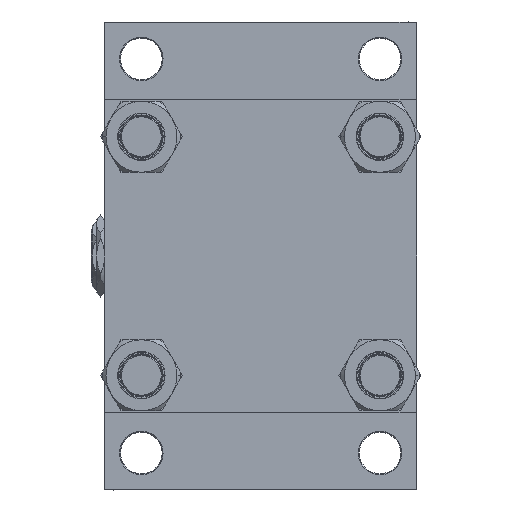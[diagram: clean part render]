
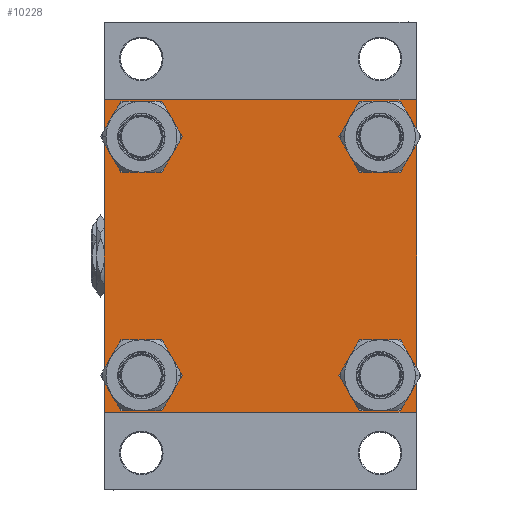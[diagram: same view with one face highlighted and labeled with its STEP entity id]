
A CAD part, left-side view. The second image highlights one B-rep face of the part: STEP entity #10228.
In plain terms, the highlighted planar face has unit normal (-1, 0, 0).
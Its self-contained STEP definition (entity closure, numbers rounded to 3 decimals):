
#460 = AXIS2_PLACEMENT_3D ( 'NONE', #12647, #8568, #44268 ) ;
#475 = EDGE_LOOP ( 'NONE', ( #34896, #18911 ) ) ;
#583 = ORIENTED_EDGE ( 'NONE', *, *, #4940, .T. ) ;
#1010 = VECTOR ( 'NONE', #39941, 1000. ) ;
#1160 = EDGE_CURVE ( 'NONE', #5995, #24920, #21502, .T. ) ;
#1327 = VECTOR ( 'NONE', #41390, 1000. ) ;
#1656 = CARTESIAN_POINT ( 'NONE',  ( 0., -62.95, 74.45 ) ) ;
#2005 = CIRCLE ( 'NONE', #19137, 11.5 ) ;
#2054 = DIRECTION ( 'NONE',  ( 0., -0.707, 0.707 ) ) ;
#2178 = VERTEX_POINT ( 'NONE', #29850 ) ;
#2235 = EDGE_CURVE ( 'NONE', #22736, #24920, #21951, .T. ) ;
#2418 = CARTESIAN_POINT ( 'NONE',  ( 0., -62.95, -62.95 ) ) ;
#2615 = LINE ( 'NONE', #6186, #43721 ) ;
#2894 = CIRCLE ( 'NONE', #460, 11.5 ) ;
#3318 = VERTEX_POINT ( 'NONE', #17549 ) ;
#3532 = FACE_BOUND ( 'NONE', #27624, .T. ) ;
#3688 = CARTESIAN_POINT ( 'NONE',  ( 0., 82.5, 82.5 ) ) ;
#4258 = VECTOR ( 'NONE', #47024, 1000. ) ;
#4803 = DIRECTION ( 'NONE',  ( 0., -1., 0. ) ) ;
#4940 = EDGE_CURVE ( 'NONE', #5995, #47305, #2615, .T. ) ;
#4964 = CARTESIAN_POINT ( 'NONE',  ( 0., 62.95, 62.95 ) ) ;
#5405 = LINE ( 'NONE', #20980, #4258 ) ;
#5555 = LINE ( 'NONE', #32862, #19377 ) ;
#5656 = ORIENTED_EDGE ( 'NONE', *, *, #39524, .T. ) ;
#5995 = VERTEX_POINT ( 'NONE', #10285 ) ;
#6025 = CARTESIAN_POINT ( 'NONE',  ( 0., 62.95, -74.45 ) ) ;
#6186 = CARTESIAN_POINT ( 'NONE',  ( 0., -82.25, 82.25 ) ) ;
#6401 = AXIS2_PLACEMENT_3D ( 'NONE', #27777, #42836, #7875 ) ;
#6437 = DIRECTION ( 'NONE',  ( 0., 0.707, 0.707 ) ) ;
#7875 = DIRECTION ( 'NONE',  ( 0., 0., 1. ) ) ;
#8568 = DIRECTION ( 'NONE',  ( 1., 0., 0. ) ) ;
#8925 = EDGE_LOOP ( 'NONE', ( #33036, #21466 ) ) ;
#9593 = VERTEX_POINT ( 'NONE', #1656 ) ;
#9607 = CARTESIAN_POINT ( 'NONE',  ( 0., 62.95, 74.45 ) ) ;
#10228 = ADVANCED_FACE ( 'NONE', ( #37730, #14767, #3532, #50235, #15286 ), #11203, .T. ) ;
#10285 = CARTESIAN_POINT ( 'NONE',  ( 0., -82.5, 82. ) ) ;
#10434 = EDGE_CURVE ( 'NONE', #31558, #18692, #34952, .T. ) ;
#11203 = PLANE ( 'NONE',  #44711 ) ;
#12647 = CARTESIAN_POINT ( 'NONE',  ( 0., 62.95, 62.95 ) ) ;
#12947 = AXIS2_PLACEMENT_3D ( 'NONE', #20788, #40424, #23858 ) ;
#13214 = CIRCLE ( 'NONE', #49060, 11.5 ) ;
#13858 = CARTESIAN_POINT ( 'NONE',  ( 0., -62.95, -62.95 ) ) ;
#13986 = ORIENTED_EDGE ( 'NONE', *, *, #48225, .T. ) ;
#14767 = FACE_BOUND ( 'NONE', #475, .T. ) ;
#15286 = FACE_OUTER_BOUND ( 'NONE', #46163, .T. ) ;
#15892 = ORIENTED_EDGE ( 'NONE', *, *, #2235, .T. ) ;
#17306 = ORIENTED_EDGE ( 'NONE', *, *, #10434, .T. ) ;
#17488 = VECTOR ( 'NONE', #19261, 1000. ) ;
#17549 = CARTESIAN_POINT ( 'NONE',  ( 0., 82.5, -82. ) ) ;
#17676 = CARTESIAN_POINT ( 'NONE',  ( 0., 62.95, -51.45 ) ) ;
#17892 = VERTEX_POINT ( 'NONE', #45729 ) ;
#17930 = DIRECTION ( 'NONE',  ( 1., 0., 0. ) ) ;
#17990 = DIRECTION ( 'NONE',  ( 0., 0., 1. ) ) ;
#18692 = VERTEX_POINT ( 'NONE', #17676 ) ;
#18750 = VERTEX_POINT ( 'NONE', #42920 ) ;
#18911 = ORIENTED_EDGE ( 'NONE', *, *, #26247, .T. ) ;
#19137 = AXIS2_PLACEMENT_3D ( 'NONE', #13858, #17930, #29664 ) ;
#19154 = CARTESIAN_POINT ( 'NONE',  ( 0., -62.95, -74.45 ) ) ;
#19261 = DIRECTION ( 'NONE',  ( 0., 0., -1. ) ) ;
#19357 = DIRECTION ( 'NONE',  ( 1., 0., 0. ) ) ;
#19377 = VECTOR ( 'NONE', #4803, 1000. ) ;
#20129 = VECTOR ( 'NONE', #2054, 1000. ) ;
#20529 = EDGE_CURVE ( 'NONE', #9593, #2178, #13214, .T. ) ;
#20788 = CARTESIAN_POINT ( 'NONE',  ( 0., 62.95, -62.95 ) ) ;
#20865 = DIRECTION ( 'NONE',  ( 0., 0., 1. ) ) ;
#20980 = CARTESIAN_POINT ( 'NONE',  ( 0., 82.25, -82.25 ) ) ;
#21466 = ORIENTED_EDGE ( 'NONE', *, *, #34291, .T. ) ;
#21502 = LINE ( 'NONE', #25825, #1327 ) ;
#21817 = DIRECTION ( 'NONE',  ( 1., 0., 0. ) ) ;
#21906 = CARTESIAN_POINT ( 'NONE',  ( 0., -62.95, 62.95 ) ) ;
#21951 = LINE ( 'NONE', #37015, #20129 ) ;
#22105 = EDGE_CURVE ( 'NONE', #23698, #17892, #42190, .T. ) ;
#22736 = VERTEX_POINT ( 'NONE', #31464 ) ;
#23390 = CIRCLE ( 'NONE', #44551, 11.5 ) ;
#23698 = VERTEX_POINT ( 'NONE', #39629 ) ;
#23738 = ORIENTED_EDGE ( 'NONE', *, *, #1160, .F. ) ;
#23858 = DIRECTION ( 'NONE',  ( 0., 0., 1. ) ) ;
#24044 = VERTEX_POINT ( 'NONE', #28600 ) ;
#24333 = CIRCLE ( 'NONE', #12947, 11.5 ) ;
#24920 = VERTEX_POINT ( 'NONE', #41328 ) ;
#25244 = DIRECTION ( 'NONE',  ( 0., 0., 1. ) ) ;
#25427 = ORIENTED_EDGE ( 'NONE', *, *, #38918, .T. ) ;
#25499 = VECTOR ( 'NONE', #38103, 1000. ) ;
#25825 = CARTESIAN_POINT ( 'NONE',  ( 0., -82.5, 82.5 ) ) ;
#25971 = EDGE_CURVE ( 'NONE', #24044, #27464, #45094, .T. ) ;
#26067 = EDGE_CURVE ( 'NONE', #17892, #3318, #42469, .T. ) ;
#26247 = EDGE_CURVE ( 'NONE', #27464, #24044, #2005, .T. ) ;
#27115 = ORIENTED_EDGE ( 'NONE', *, *, #26067, .T. ) ;
#27464 = VERTEX_POINT ( 'NONE', #19154 ) ;
#27624 = EDGE_LOOP ( 'NONE', ( #40029, #17306 ) ) ;
#27777 = CARTESIAN_POINT ( 'NONE',  ( 0., 62.95, -62.95 ) ) ;
#28600 = CARTESIAN_POINT ( 'NONE',  ( 0., -62.95, -51.45 ) ) ;
#28830 = DIRECTION ( 'NONE',  ( 1., 0., 0. ) ) ;
#28963 = CARTESIAN_POINT ( 'NONE',  ( 0., 82.5, 82.5 ) ) ;
#29664 = DIRECTION ( 'NONE',  ( 0., 0., 1. ) ) ;
#29850 = CARTESIAN_POINT ( 'NONE',  ( 0., -62.95, 51.45 ) ) ;
#31067 = CARTESIAN_POINT ( 'NONE',  ( 0., 82., -82.5 ) ) ;
#31464 = CARTESIAN_POINT ( 'NONE',  ( 0., -82., -82.5 ) ) ;
#31558 = VERTEX_POINT ( 'NONE', #6025 ) ;
#31693 = EDGE_CURVE ( 'NONE', #18750, #44260, #2894, .T. ) ;
#32862 = CARTESIAN_POINT ( 'NONE',  ( 0., 82.5, -82.5 ) ) ;
#33036 = ORIENTED_EDGE ( 'NONE', *, *, #20529, .T. ) ;
#34163 = CARTESIAN_POINT ( 'NONE',  ( 0., 0., 0. ) ) ;
#34291 = EDGE_CURVE ( 'NONE', #2178, #9593, #23390, .T. ) ;
#34896 = ORIENTED_EDGE ( 'NONE', *, *, #25971, .T. ) ;
#34952 = CIRCLE ( 'NONE', #6401, 11.5 ) ;
#35863 = LINE ( 'NONE', #28963, #1010 ) ;
#36345 = DIRECTION ( 'NONE',  ( 1., 0., 0. ) ) ;
#36783 = ORIENTED_EDGE ( 'NONE', *, *, #31693, .T. ) ;
#37015 = CARTESIAN_POINT ( 'NONE',  ( 0., -82.25, -82.25 ) ) ;
#37438 = EDGE_LOOP ( 'NONE', ( #25427, #36783 ) ) ;
#37663 = ORIENTED_EDGE ( 'NONE', *, *, #22105, .T. ) ;
#37730 = FACE_BOUND ( 'NONE', #8925, .T. ) ;
#38103 = DIRECTION ( 'NONE',  ( 0., 0.707, -0.707 ) ) ;
#38232 = DIRECTION ( 'NONE',  ( -1., 0., 0. ) ) ;
#38738 = CARTESIAN_POINT ( 'NONE',  ( 0., -62.95, 62.95 ) ) ;
#38751 = DIRECTION ( 'NONE',  ( 0., 0., 1. ) ) ;
#38893 = EDGE_CURVE ( 'NONE', #18692, #31558, #24333, .T. ) ;
#38918 = EDGE_CURVE ( 'NONE', #44260, #18750, #42276, .T. ) ;
#39524 = EDGE_CURVE ( 'NONE', #46301, #22736, #5555, .T. ) ;
#39629 = CARTESIAN_POINT ( 'NONE',  ( 0., 82., 82.5 ) ) ;
#39941 = DIRECTION ( 'NONE',  ( 0., -1., 0. ) ) ;
#40029 = ORIENTED_EDGE ( 'NONE', *, *, #38893, .T. ) ;
#40326 = AXIS2_PLACEMENT_3D ( 'NONE', #2418, #21817, #17990 ) ;
#40424 = DIRECTION ( 'NONE',  ( 1., 0., 0. ) ) ;
#41328 = CARTESIAN_POINT ( 'NONE',  ( 0., -82.5, -82. ) ) ;
#41390 = DIRECTION ( 'NONE',  ( 0., 0., -1. ) ) ;
#41939 = CARTESIAN_POINT ( 'NONE',  ( 0., 82.25, 82.25 ) ) ;
#42190 = LINE ( 'NONE', #41939, #25499 ) ;
#42276 = CIRCLE ( 'NONE', #48769, 11.5 ) ;
#42469 = LINE ( 'NONE', #3688, #17488 ) ;
#42836 = DIRECTION ( 'NONE',  ( 1., 0., 0. ) ) ;
#42920 = CARTESIAN_POINT ( 'NONE',  ( 0., 62.95, 51.45 ) ) ;
#43721 = VECTOR ( 'NONE', #6437, 1000. ) ;
#44260 = VERTEX_POINT ( 'NONE', #9607 ) ;
#44268 = DIRECTION ( 'NONE',  ( 0., 0., 1. ) ) ;
#44551 = AXIS2_PLACEMENT_3D ( 'NONE', #21906, #28830, #25244 ) ;
#44574 = CARTESIAN_POINT ( 'NONE',  ( 0., -82., 82.5 ) ) ;
#44711 = AXIS2_PLACEMENT_3D ( 'NONE', #34163, #38232, #38751 ) ;
#45094 = CIRCLE ( 'NONE', #40326, 11.5 ) ;
#45729 = CARTESIAN_POINT ( 'NONE',  ( 0., 82.5, 82. ) ) ;
#46163 = EDGE_LOOP ( 'NONE', ( #27115, #13986, #5656, #15892, #23738, #583, #49637, #37663 ) ) ;
#46301 = VERTEX_POINT ( 'NONE', #31067 ) ;
#47024 = DIRECTION ( 'NONE',  ( 0., -0.707, -0.707 ) ) ;
#47305 = VERTEX_POINT ( 'NONE', #44574 ) ;
#47328 = DIRECTION ( 'NONE',  ( 0., 0., 1. ) ) ;
#48225 = EDGE_CURVE ( 'NONE', #3318, #46301, #5405, .T. ) ;
#48769 = AXIS2_PLACEMENT_3D ( 'NONE', #4964, #36345, #47328 ) ;
#48773 = EDGE_CURVE ( 'NONE', #23698, #47305, #35863, .T. ) ;
#49060 = AXIS2_PLACEMENT_3D ( 'NONE', #38738, #19357, #20865 ) ;
#49637 = ORIENTED_EDGE ( 'NONE', *, *, #48773, .F. ) ;
#50235 = FACE_BOUND ( 'NONE', #37438, .T. ) ;
